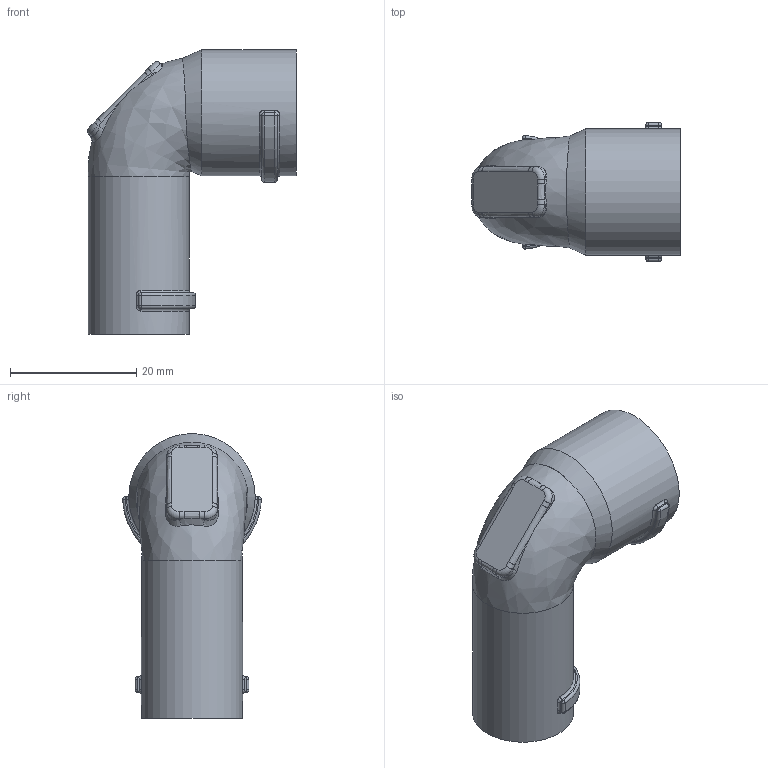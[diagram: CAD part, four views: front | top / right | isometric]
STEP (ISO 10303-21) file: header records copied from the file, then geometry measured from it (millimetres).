
FILE_DESCRIPTION(/* description */ (''),/* implementation_level */ '2;1');
FILE_NAME(/* name */ 'hose connector 90deg 20mm-ID v1.step',/* time_stamp */ '2023-01-26T18:07:16+08:00',/* author */ (''),/* organization */ (''),/* preprocessor_version */ 'ST-DEVELOPER v19.2',/* originating_system */ 'Autodesk Translation Framework v11.17.0.187',/* authorisation */ '');
FILE_SCHEMA (('AUTOMOTIVE_DESIGN { 1 0 10303 214 3 1 1 }'));
Length unit declared in the file: millimetre
Products named in the file (1): hose connector 90deg 20mm-ID
Bounding box: 33.07 x 21.98 x 45.1 mm (x, y, z)
Volume: 4904 mm3; surface area: 5750.8 mm2
Topology: 1 solids, 1 shells, 100 faces, 227 edges, 129 vertices
Faces by surface type: cylinder 33, bspline 21, plane 20, torus 16, sphere 8, cone 2
Full cylindrical faces by diameter (mm): 12.8 x1, 16 x1, 20 x1
Entity records: 4532 total; most frequent: CARTESIAN_POINT 2345, ORIENTED_EDGE 454, DIRECTION 446, EDGE_CURVE 227, AXIS2_PLACEMENT_3D 190, VERTEX_POINT 129, CIRCLE 108, EDGE_LOOP 102
